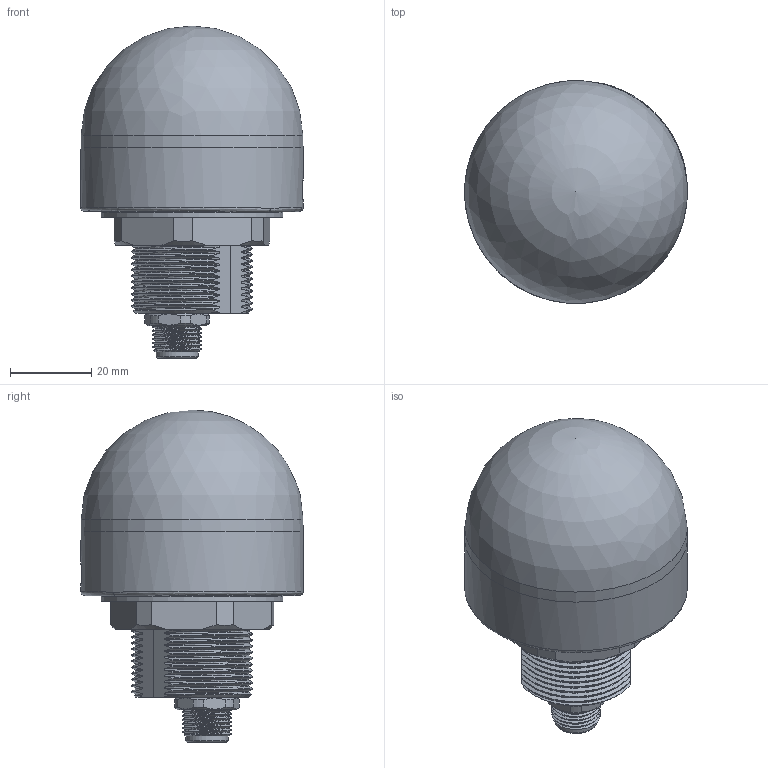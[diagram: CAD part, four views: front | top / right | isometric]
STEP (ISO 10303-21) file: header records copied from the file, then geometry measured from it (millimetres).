
FILE_DESCRIPTION(/* description */ ('Customer-3D'),/* implementation_level */ '2;1');
FILE_NAME(/* name */ '100000009508_prt_000.step',/* time_stamp */ '2022-02-24T10:52:09+01:00',/* author */ ('JENNERT'),/* organization */ ('WERMA Signaltechnik GmbH+Co.KG'),/* preprocessor_version */ 'ST-DEVELOPER v17',/* originating_system */ 'Autodesk Inventor 2018',/* authorisation */ 'public');
FILE_SCHEMA (('AUTOMOTIVE_DESIGN { 1 0 10303 214 3 1 1 }'));
Length unit declared in the file: millimetre
Products named in the file (1): 100000009508_prt_000_1
Bounding box: 55 x 54.95 x 81.95 mm (x, y, z)
Volume: 105658 mm3; surface area: 20363.6 mm2
Topology: 1 solids, 4 shells, 576 faces, 1669 edges, 1114 vertices
Faces by surface type: plane 323, bspline 118, cylinder 108, cone 23, torus 3, sphere 1
Full cylindrical faces by diameter (mm): 1 x5, 1.5 x2, 8.375 x1, 8.4 x1, 9.45 x1, 9.55 x1, 10.4 x1, 12 x9, 28.5 x1, 30.5 x1, 45 x1, 55 x1
Entity records: 31726 total; most frequent: CARTESIAN_POINT 17025, ORIENTED_EDGE 3336, DIRECTION 2333, EDGE_CURVE 1668, VERTEX_POINT 1114, LINE 879, VECTOR 879, AXIS2_PLACEMENT_3D 727
